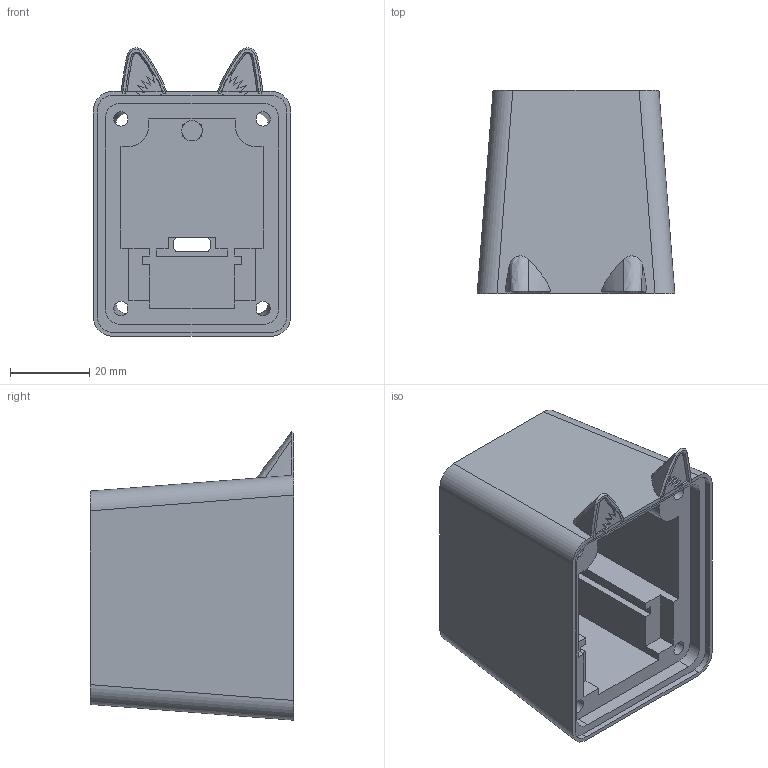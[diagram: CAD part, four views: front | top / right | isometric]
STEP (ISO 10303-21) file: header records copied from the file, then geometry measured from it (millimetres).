
FILE_DESCRIPTION(('FreeCAD Model'),'2;1');
FILE_NAME('Open CASCADE Shape Model','2024-03-04T14:31:46',(''),(''), 'Open CASCADE STEP processor 7.6','FreeCAD','Unknown');
FILE_SCHEMA(('AUTOMOTIVE_DESIGN { 1 0 10303 214 1 1 1 1 }'));
Length unit declared in the file: millimetre
Products named in the file (3): Shell; EarColor001; Main002
Assembly tree (2 placements, depth 2):
  Shell
    EarColor001
    Main002
Bounding box: 50 x 51.5 x 73 mm (x, y, z)
Volume: 55002.5 mm3; surface area: 28314.1 mm2
Topology: 3 solids, 3 shells, 173 faces, 473 edges, 312 vertices
Faces by surface type: plane 110, cylinder 31, bspline 28, cone 4
Full cylindrical faces by diameter (mm): 3.6 x4, 5.2 x1
Entity records: 7737 total; most frequent: CARTESIAN_POINT 1911, ORIENTED_EDGE 946, DIRECTION 837, EDGE_CURVE 473, VERTEX_POINT 312, LINE 297, VECTOR 297, AXIS2_PLACEMENT_3D 270
